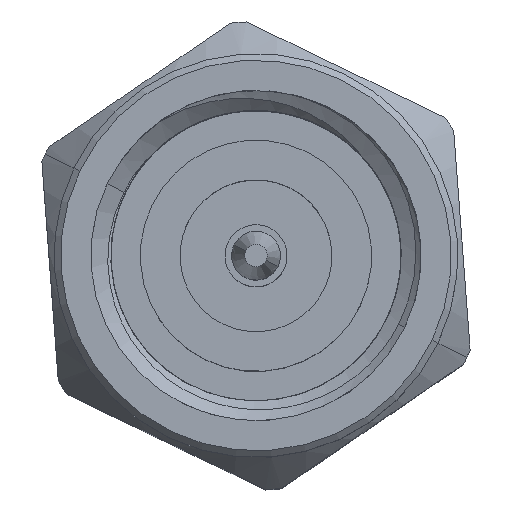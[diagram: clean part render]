
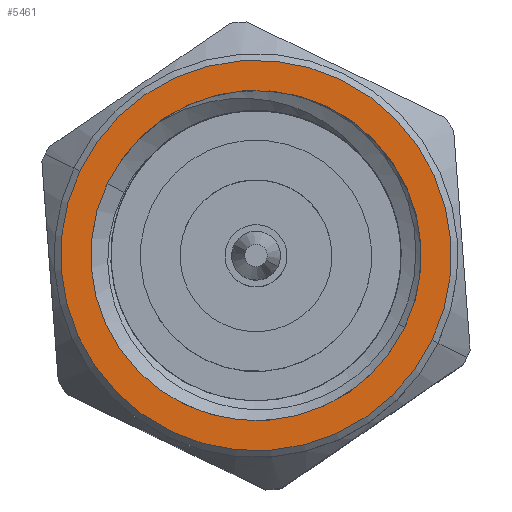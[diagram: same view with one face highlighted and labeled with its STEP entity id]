
A CAD part, top view. The second image highlights one B-rep face of the part: STEP entity #5461.
In plain terms, the highlighted face is planar.
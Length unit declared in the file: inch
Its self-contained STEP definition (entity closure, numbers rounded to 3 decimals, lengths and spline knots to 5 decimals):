
#199 = DIRECTION ( 'NONE',  ( 0., 0., 1. ) ) ;
#203 = DIRECTION ( 'NONE',  ( 0., 0., -1. ) ) ;
#587 = EDGE_CURVE ( 'NONE', #5886, #4045, #4863, .T. ) ;
#824 = EDGE_LOOP ( 'NONE', ( #1215, #3073 ) ) ;
#957 = CARTESIAN_POINT ( 'NONE',  ( 0., 0., -0.14779 ) ) ;
#1041 = DIRECTION ( 'NONE',  ( -1., 0., 0. ) ) ;
#1135 = CIRCLE ( 'NONE', #3920, 0.125 ) ;
#1215 = ORIENTED_EDGE ( 'NONE', *, *, #587, .T. ) ;
#1281 = AXIS2_PLACEMENT_3D ( 'NONE', #4145, #4716, #203 ) ;
#1327 = FACE_OUTER_BOUND ( 'NONE', #824, .T. ) ;
#1386 = DIRECTION ( 'NONE',  ( 0., 0., -1. ) ) ;
#1854 = PLANE ( 'NONE',  #1281 ) ;
#1894 = CIRCLE ( 'NONE', #4727, 0.14779 ) ;
#1993 = EDGE_CURVE ( 'NONE', #6745, #4126, #4214, .T. ) ;
#2283 = ORIENTED_EDGE ( 'NONE', *, *, #7334, .F. ) ;
#2445 = CARTESIAN_POINT ( 'NONE',  ( 0., 0., -0.125 ) ) ;
#2886 = DIRECTION ( 'NONE',  ( 0., 0., 1. ) ) ;
#2897 = EDGE_CURVE ( 'NONE', #4045, #5886, #1894, .T. ) ;
#3073 = ORIENTED_EDGE ( 'NONE', *, *, #2897, .T. ) ;
#3082 = CARTESIAN_POINT ( 'NONE',  ( 0., 0., 0. ) ) ;
#3500 = DIRECTION ( 'NONE',  ( -1., 0., 0. ) ) ;
#3920 = AXIS2_PLACEMENT_3D ( 'NONE', #3082, #7053, #199 ) ;
#4045 = VERTEX_POINT ( 'NONE', #4963 ) ;
#4126 = VERTEX_POINT ( 'NONE', #5175 ) ;
#4145 = CARTESIAN_POINT ( 'NONE',  ( 0., 0., 0. ) ) ;
#4214 = CIRCLE ( 'NONE', #4491, 0.125 ) ;
#4491 = AXIS2_PLACEMENT_3D ( 'NONE', #5060, #3500, #2886 ) ;
#4682 = ORIENTED_EDGE ( 'NONE', *, *, #1993, .F. ) ;
#4716 = DIRECTION ( 'NONE',  ( 1., 0., 0. ) ) ;
#4727 = AXIS2_PLACEMENT_3D ( 'NONE', #6260, #1041, #7367 ) ;
#4863 = CIRCLE ( 'NONE', #4950, 0.14779 ) ;
#4950 = AXIS2_PLACEMENT_3D ( 'NONE', #5974, #5382, #1386 ) ;
#4963 = CARTESIAN_POINT ( 'NONE',  ( 0., 0., 0.14779 ) ) ;
#5060 = CARTESIAN_POINT ( 'NONE',  ( 0., 0., 0. ) ) ;
#5175 = CARTESIAN_POINT ( 'NONE',  ( 0., 0., 0.125 ) ) ;
#5382 = DIRECTION ( 'NONE',  ( -1., 0., 0. ) ) ;
#5461 = ADVANCED_FACE ( 'NONE', ( #5897, #1327 ), #1854, .F. ) ;
#5886 = VERTEX_POINT ( 'NONE', #957 ) ;
#5897 = FACE_BOUND ( 'NONE', #6352, .T. ) ;
#5974 = CARTESIAN_POINT ( 'NONE',  ( 0., 0., 0. ) ) ;
#6260 = CARTESIAN_POINT ( 'NONE',  ( 0., 0., 0. ) ) ;
#6352 = EDGE_LOOP ( 'NONE', ( #2283, #4682 ) ) ;
#6745 = VERTEX_POINT ( 'NONE', #2445 ) ;
#7053 = DIRECTION ( 'NONE',  ( -1., 0., 0. ) ) ;
#7334 = EDGE_CURVE ( 'NONE', #4126, #6745, #1135, .T. ) ;
#7367 = DIRECTION ( 'NONE',  ( 0., 0., -1. ) ) ;
